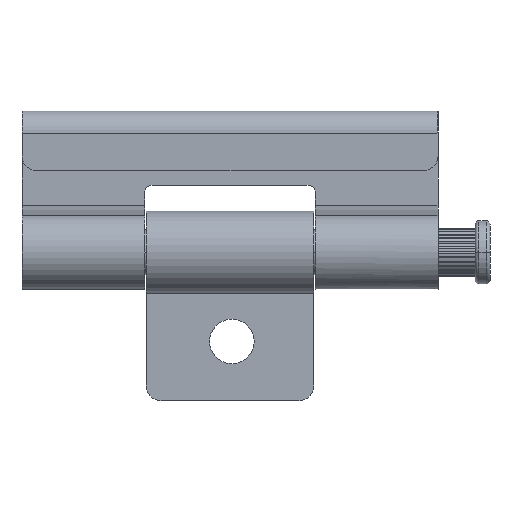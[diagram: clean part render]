
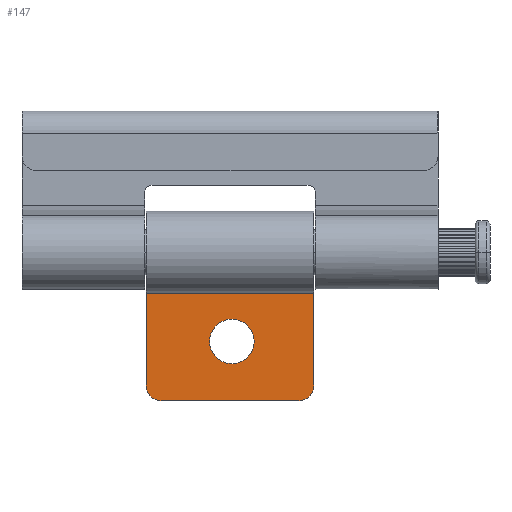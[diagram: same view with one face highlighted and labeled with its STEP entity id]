
A CAD part, left-side view. The second image highlights one B-rep face of the part: STEP entity #147.
In plain terms, the highlighted planar face has unit normal (-1, 0, 0).
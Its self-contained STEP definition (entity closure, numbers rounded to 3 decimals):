
#25=FACE_BOUND('',#411,.T.);
#147=ADVANCED_FACE('',(#275,#25),#2370,.T.);
#275=FACE_OUTER_BOUND('',#410,.T.);
#410=EDGE_LOOP('',(#1092,#1093,#1094,#1095,#1096,#1097));
#411=EDGE_LOOP('',(#1098,#1099));
#1092=ORIENTED_EDGE('',*,*,#1470,.F.);
#1093=ORIENTED_EDGE('',*,*,#1480,.T.);
#1094=ORIENTED_EDGE('',*,*,#1472,.T.);
#1095=ORIENTED_EDGE('',*,*,#1458,.T.);
#1096=ORIENTED_EDGE('',*,*,#1473,.T.);
#1097=ORIENTED_EDGE('',*,*,#1481,.T.);
#1098=ORIENTED_EDGE('',*,*,#1476,.T.);
#1099=ORIENTED_EDGE('',*,*,#1484,.T.);
#1458=EDGE_CURVE('',#2240,#2244,#1571,.T.);
#1470=EDGE_CURVE('',#2255,#2256,#2019,.T.);
#1472=EDGE_CURVE('',#2257,#2240,#2021,.T.);
#1473=EDGE_CURVE('',#2244,#2258,#2022,.T.);
#1476=EDGE_CURVE('',#2260,#2259,#1751,.T.);
#1480=EDGE_CURVE('',#2255,#2257,#1753,.T.);
#1481=EDGE_CURVE('',#2258,#2256,#1754,.T.);
#1484=EDGE_CURVE('',#2259,#2260,#1756,.T.);
#1571=(
BOUNDED_CURVE()
B_SPLINE_CURVE(1,(#16051,#16052),.UNSPECIFIED.,.F.,.F.)
B_SPLINE_CURVE_WITH_KNOTS((2,2),(-22.5,0.),.UNSPECIFIED.)
CURVE()
GEOMETRIC_REPRESENTATION_ITEM()
RATIONAL_B_SPLINE_CURVE((1.,1.))
REPRESENTATION_ITEM('')
);
#1751=TRIMMED_CURVE($,#1934,(#16091),(#16092),.T.,.CARTESIAN.);
#1753=TRIMMED_CURVE($,#1936,(#16101),(#16102),.T.,.CARTESIAN.);
#1754=TRIMMED_CURVE($,#1937,(#16104),(#16105),.T.,.CARTESIAN.);
#1756=TRIMMED_CURVE($,#1939,(#16112),(#16113),.T.,.CARTESIAN.);
#1934=CIRCLE('',#2765,3.);
#1936=CIRCLE('',#2767,2.);
#1937=CIRCLE('',#2768,2.);
#1939=CIRCLE('',#2770,3.);
#2019=B_SPLINE_CURVE_WITH_KNOTS('',1,(#16077,#16078),.UNSPECIFIED.,.F.,
 .F.,(2,2),(0.,18.5),.UNSPECIFIED.);
#2021=B_SPLINE_CURVE_WITH_KNOTS('',1,(#16081,#16082),.UNSPECIFIED.,.F.,
 .F.,(2,2),(0.,18.),.UNSPECIFIED.);
#2022=B_SPLINE_CURVE_WITH_KNOTS('',1,(#16083,#16084),.UNSPECIFIED.,.F.,
 .F.,(2,2),(0.,18.),.UNSPECIFIED.);
#2240=VERTEX_POINT('',#16016);
#2244=VERTEX_POINT('',#16020);
#2255=VERTEX_POINT('',#16031);
#2256=VERTEX_POINT('',#16032);
#2257=VERTEX_POINT('',#16033);
#2258=VERTEX_POINT('',#16034);
#2259=VERTEX_POINT('',#16035);
#2260=VERTEX_POINT('',#16036);
#2370=PLANE('',#2751);
#2751=AXIS2_PLACEMENT_3D('',#16008,#3218,$);
#2765=AXIS2_PLACEMENT_3D($,#16090,#3239,#3240);
#2767=AXIS2_PLACEMENT_3D($,#16100,#3243,#3244);
#2768=AXIS2_PLACEMENT_3D($,#16103,#3245,#3246);
#2770=AXIS2_PLACEMENT_3D($,#16111,#3249,#3250);
#3218=DIRECTION('',(-1.,0.,0.));
#3239=DIRECTION('',(1.,0.,0.));
#3240=DIRECTION('',(0.,-1.,0.));
#3243=DIRECTION('',(-1.,0.,0.));
#3244=DIRECTION('',(0.,0.,-1.));
#3245=DIRECTION('',(-1.,0.,0.));
#3246=DIRECTION('',(0.,1.,0.));
#3249=DIRECTION('',(1.,0.,0.));
#3250=DIRECTION('',(0.,1.,0.));
#16008=CARTESIAN_POINT('',(10.591,13.512,-38.303));
#16016=CARTESIAN_POINT('',(10.591,-11.25,-16.291));
#16020=CARTESIAN_POINT('',(10.591,11.25,-16.291));
#16031=CARTESIAN_POINT('',(10.591,-9.25,-36.291));
#16032=CARTESIAN_POINT('',(10.591,9.25,-36.291));
#16033=CARTESIAN_POINT('',(10.591,-11.25,-34.291));
#16034=CARTESIAN_POINT('',(10.591,11.25,-34.291));
#16035=CARTESIAN_POINT('',(10.591,2.75,-28.291));
#16036=CARTESIAN_POINT('',(10.591,-3.25,-28.291));
#16051=CARTESIAN_POINT('',(10.591,-11.25,-16.291));
#16052=CARTESIAN_POINT('',(10.591,11.25,-16.291));
#16077=CARTESIAN_POINT('',(10.591,-9.25,-36.291));
#16078=CARTESIAN_POINT('',(10.591,9.25,-36.291));
#16081=CARTESIAN_POINT('',(10.591,-11.25,-34.291));
#16082=CARTESIAN_POINT('',(10.591,-11.25,-16.291));
#16083=CARTESIAN_POINT('',(10.591,11.25,-16.291));
#16084=CARTESIAN_POINT('',(10.591,11.25,-34.291));
#16090=CARTESIAN_POINT('',(10.591,-0.25,-28.291));
#16091=CARTESIAN_POINT('',(10.591,-3.25,-28.291));
#16092=CARTESIAN_POINT('',(10.591,2.75,-28.291));
#16100=CARTESIAN_POINT('',(10.591,-9.25,-34.291));
#16101=CARTESIAN_POINT('',(10.591,-9.25,-36.291));
#16102=CARTESIAN_POINT('',(10.591,-11.25,-34.291));
#16103=CARTESIAN_POINT('',(10.591,9.25,-34.291));
#16104=CARTESIAN_POINT('',(10.591,11.25,-34.291));
#16105=CARTESIAN_POINT('',(10.591,9.25,-36.291));
#16111=CARTESIAN_POINT('',(10.591,-0.25,-28.291));
#16112=CARTESIAN_POINT('',(10.591,2.75,-28.291));
#16113=CARTESIAN_POINT('',(10.591,-3.25,-28.291));
